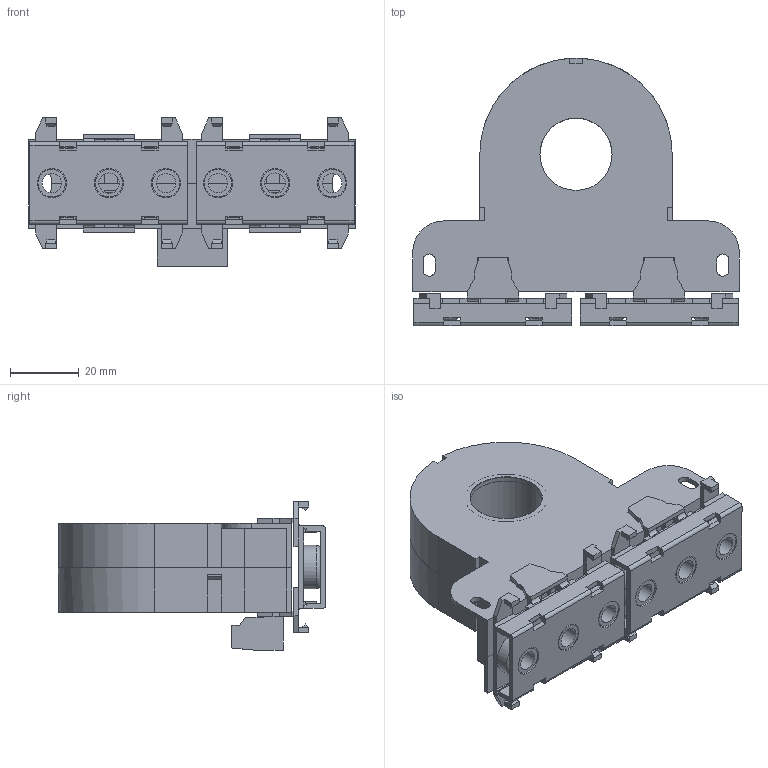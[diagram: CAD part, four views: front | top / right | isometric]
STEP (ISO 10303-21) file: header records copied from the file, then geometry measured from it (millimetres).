
FILE_DESCRIPTION(/* description */ ('','CAx-IF Rec.Pracs.---Representation and Presentation of Product Manufacturing Information (PMI)---3.8---2014-02-18'),/* implementation_level */ '2;1');
FILE_NAME(/* name */ 'DM001700.stp',/* time_stamp */ '2017-03-20T15:30:09+01:00',/* author */ ('teso'),/* organization */ (''),/* preprocessor_version */ 'ST-DEVELOPER v16.5',/* originating_system */ 'Autodesk Inventor 2017',/* authorisation */ '');
FILE_SCHEMA (('AP242_MANAGED_MODEL_BASED_3D_ENGINEERING_MIM_LF { 1 0 10303 442 1 1 4 }'));
Length unit declared in the file: millimetre
Products named in the file (19): T201-LATO1; shell-rear; shell-front; Staffa; Bottom; Top; Staffa_MIR; Bottom_MIR; Top_MIR; 4way-2.5; 4way-2.59; 4way-2.52; 4way-2.51; 4way-2.56; 4way-2.55; 4way-2.510; 4way-2.511; 4way-2.512; 4way-2.513
Assembly tree (18 placements, depth 3):
  T201-LATO1
    shell-rear
    shell-front
    Staffa
      Bottom
      Top
    Staffa_MIR
      Bottom_MIR
      Top_MIR
    4way-2.5
      4way-2.59
      4way-2.52
      4way-2.51
      4way-2.56
      4way-2.55
      4way-2.510
      4way-2.511
      4way-2.512
      4way-2.513
Bounding box: 95 x 77.9 x 43.14 mm (x, y, z)
Volume: 39178.3 mm3; surface area: 52997.9 mm2
Topology: 15 solids, 15 shells, 960 faces, 2684 edges, 1752 vertices
Faces by surface type: plane 849, cylinder 106, torus 4, cone 1
Full cylindrical faces by diameter (mm): 3.6 x8, 5.6 x4, 6 x2, 8 x6, 8.5 x6, 9.85 x4, 12.7 x4, 21 x2, 24 x1, 53 x1
Entity records: 31135 total; most frequent: CARTESIAN_POINT 5373, ORIENTED_EDGE 5262, DIRECTION 4877, EDGE_CURVE 2631, LINE 2375, VECTOR 2375, VERTEX_POINT 1741, AXIS2_PLACEMENT_3D 1251
